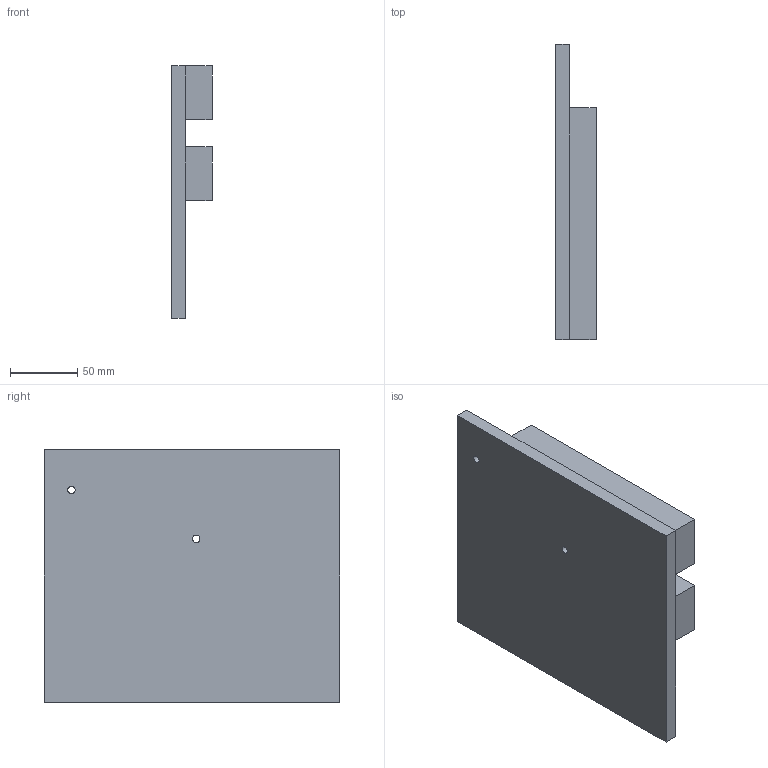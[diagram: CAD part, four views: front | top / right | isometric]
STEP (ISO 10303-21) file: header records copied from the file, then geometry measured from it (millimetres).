
FILE_DESCRIPTION(('FreeCAD Model'),'2;1');
FILE_NAME('Open CASCADE Shape Model','2024-02-24T08:20:52',(''),(''), 'Open CASCADE STEP processor 7.6','FreeCAD','Unknown');
FILE_SCHEMA(('AUTOMOTIVE_DESIGN { 1 0 10303 214 1 1 1 1 }'));
Length unit declared in the file: millimetre
Products named in the file (2): Test Plate; Body002
Assembly tree (1 placements, depth 2):
  Test Plate
    Body002
Bounding box: 30 x 218.84 x 187.15 mm (x, y, z)
Volume: 598352.7 mm3; surface area: 102945.8 mm2
Topology: 1 solids, 1 shells, 18 faces, 43 edges, 27 vertices
Faces by surface type: plane 16, cylinder 2
Full cylindrical faces by diameter (mm): 5.5 x2
Entity records: 1118 total; most frequent: CARTESIAN_POINT 176, DIRECTION 173, LINE 121, VECTOR 121, ORIENTED_EDGE 86, PCURVE 86, DEFINITIONAL_REPRESENTATION 86, EDGE_CURVE 43
